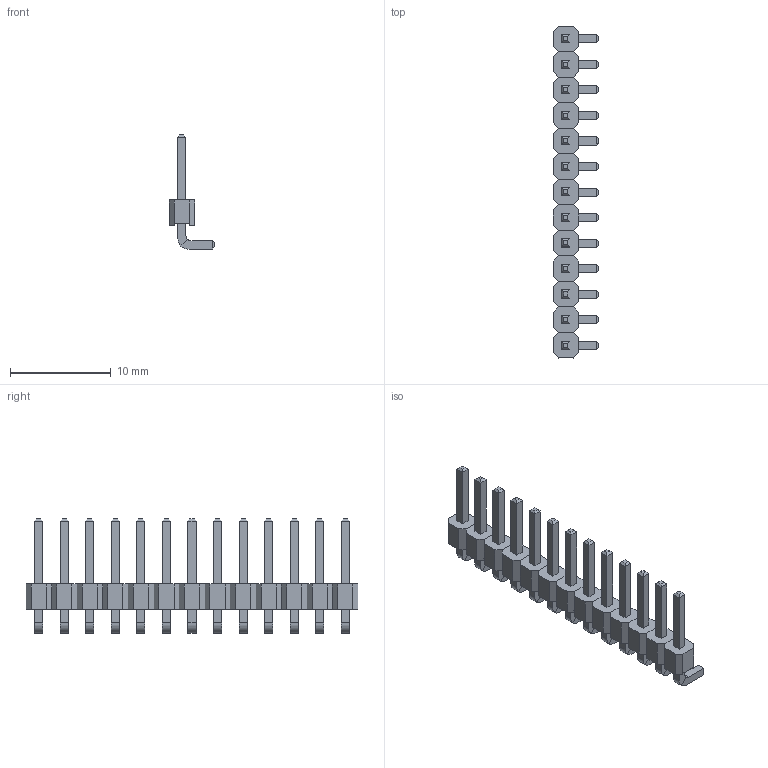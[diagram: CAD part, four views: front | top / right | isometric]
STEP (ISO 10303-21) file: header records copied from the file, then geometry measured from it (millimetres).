
FILE_DESCRIPTION(('FreeCAD Model'),'2;1');
FILE_NAME( '1x13_90.stp', '2015-04-12T20:59:24',('FreeCAD'),('FreeCAD'), 'Open CASCADE STEP processor 6.7','FreeCAD','Unknown');
FILE_SCHEMA(('AUTOMOTIVE_DESIGN_CC2 { 1 2 10303 214 -1 1 5 4 }'));
Length unit declared in the file: millimetre
Products named in the file (2): Array001; Array
Bounding box: 4.54 x 33.02 x 11.34 mm (x, y, z)
Volume: 281 mm3; surface area: 1120.5 mm2
Topology: 26 solids, 26 shells, 494 faces, 1170 edges, 728 vertices
Faces by surface type: plane 468, cylinder 26
Entity records: 29306 total; most frequent: CARTESIAN_POINT 5175, DIRECTION 4422, LINE 3172, VECTOR 3172, ORIENTED_EDGE 2340, PCURVE 2340, DEFINITIONAL_REPRESENTATION 2340, EDGE_CURVE 1170
